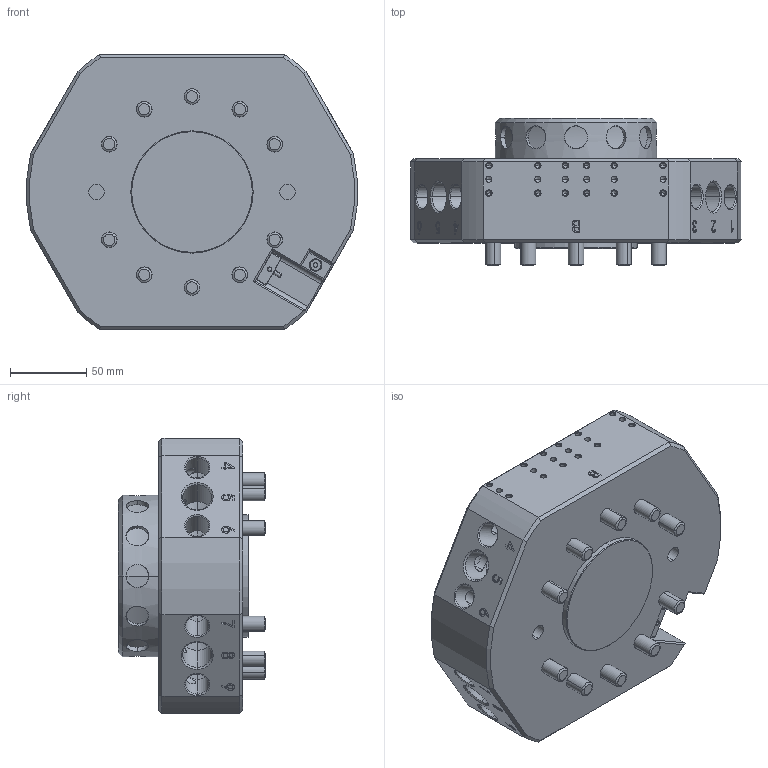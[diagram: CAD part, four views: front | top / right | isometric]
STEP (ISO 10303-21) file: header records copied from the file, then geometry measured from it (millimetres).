
FILE_DESCRIPTION (( 'STEP AP203' ), '1' );
FILE_NAME ('QTC300-M.STEP', '2025-08-18T01:07:15', ( 'USER-' ), ( 'Microsoft' ), 'SwSTEP 2.0', 'SolidWorks 2018', '' );
FILE_SCHEMA (( 'CONFIG_CONTROL_DESIGN' ));
Length unit declared in the file: millimetre
Products named in the file (8): 16x8-R1.5; QTC300-M-01 鼠攫翋釱; QTC50-M-08 QTC換覜ん揤輸; QTC300-M; 电容传感器8x23接近开关; 4mm眻噤換覜ん-1; 内六角圆柱头螺钉[GBT70_1-2008][M10×60]_M10×60; QTC300-M-03 鼠攫詩迖
Assembly tree (18 placements, depth 2):
  QTC300-M
    QTC300-M-01 鼠攫翋釱
    QTC300-M-03 鼠攫詩迖
    4mm眻噤換覜ん-1  x2
    QTC50-M-08 QTC換覜ん揤輸  x2
    内六角圆柱头螺钉[GBT70_1-2008][M10×60]_M10×60  x10
    电容传感器8x23接近开关
    16x8-R1.5
Bounding box: 216.34 x 96.5 x 180 mm (x, y, z)
Volume: 1681306.2 mm3; surface area: 246160.4 mm2
Topology: 18 solids, 19 shells, 1454 faces, 3633 edges, 2279 vertices
Faces by surface type: plane 547, cylinder 414, cone 247, bspline 202, torus 44
Entity records: 50094 total; most frequent: CARTESIAN_POINT 20578, ORIENTED_EDGE 6096, DIRECTION 5362, EDGE_CURVE 3048, VERTEX_POINT 1969, AXIS2_PLACEMENT_3D 1832, VECTOR 1698, LINE 1698
